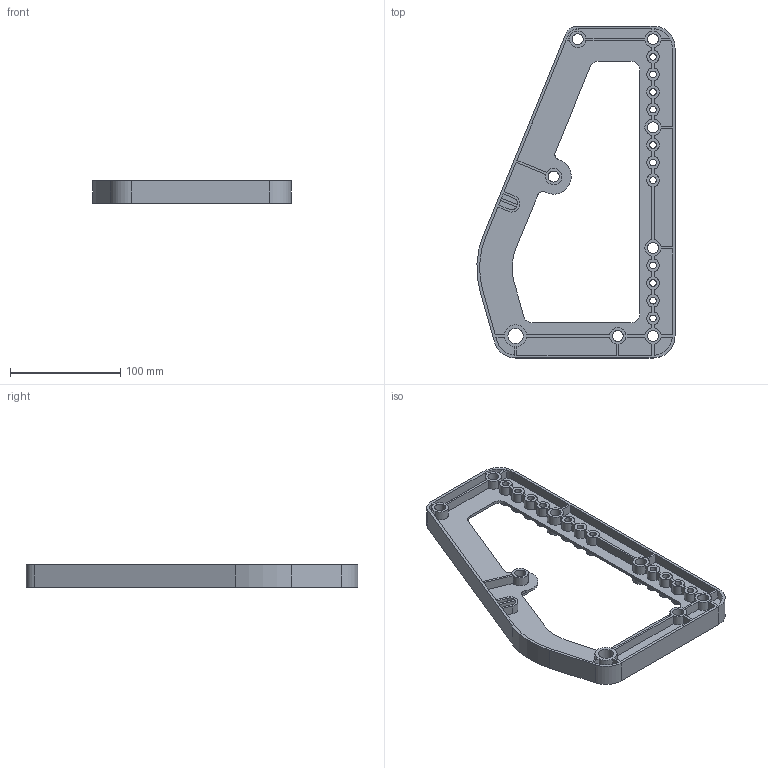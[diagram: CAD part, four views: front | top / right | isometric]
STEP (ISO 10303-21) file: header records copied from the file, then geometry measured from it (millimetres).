
FILE_DESCRIPTION(/* description */ ('Unknown'),/* implementation_level */ '2;1');
FILE_NAME(/* name */ 'ART. SUPERLIFT 152-A SPACER',/* time_stamp */ '2019-06-28T14:50:24+02:00',/* author */ ('Unknown'),/* organization */ ('Unknown'),/* preprocessor_version */ 'ST-DEVELOPER v16',/* originating_system */ 'DEX',/* authorisation */ $);
FILE_SCHEMA (('CONFIG_CONTROL_DESIGN','AP242_MANAGED_MODEL_BASED_3D_ENGINEERING_MIM_LF { 1 0 10303 442 1 1 4 }'));
Length unit declared in the file: millimetre
Products named in the file (1): ART. SUPERLIFT 152-A SPACER
Bounding box: 179.88 x 301.47 x 20 mm (x, y, z)
Volume: 140034.7 mm3; surface area: 116357.1 mm2
Topology: 1 solids, 1 shells, 339 faces, 944 edges, 633 vertices
Faces by surface type: plane 197, cylinder 142
Full cylindrical faces by diameter (mm): 6 x11, 10 x7, 14 x1
Entity records: 10846 total; most frequent: DIRECTION 1878, CARTESIAN_POINT 1876, ORIENTED_EDGE 1828, EDGE_CURVE 914, LINE 630, VECTOR 630, AXIS2_PLACEMENT_3D 624, VERTEX_POINT 622
